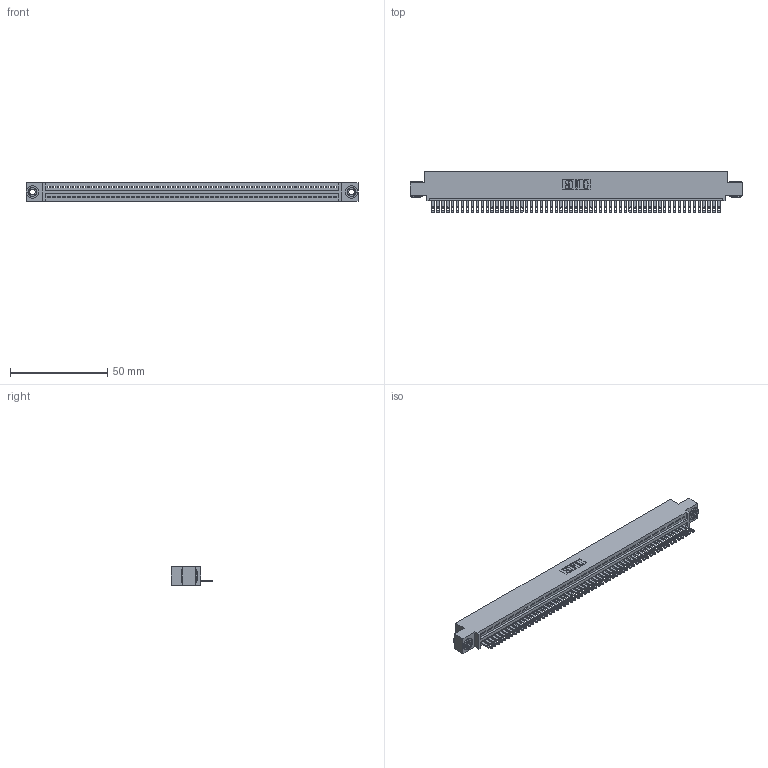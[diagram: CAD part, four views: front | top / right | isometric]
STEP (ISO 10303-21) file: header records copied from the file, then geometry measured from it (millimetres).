
FILE_DESCRIPTION (( 'STEP AP203' ), '1' );
FILE_NAME ('345-059-500-403.STEP', '2018-09-26T19:00:49', ( '' ), ( '' ), 'SwSTEP 2.0', 'SolidWorks 2016', '' );
FILE_SCHEMA (( 'CONFIG_CONTROL_DESIGN' ));
Length unit declared in the file: inch
Products named in the file (4): 345 Part_0.110 Offset - 0.156 Dia-TH; 345-292-001_345-293-100; 345-059-500-403; 345-250-002_345-250-002-102
Assembly tree (62 placements, depth 2):
  345-059-500-403
    345 Part_0.110 Offset - 0.156 Dia-TH
    345-292-001_345-293-100  x59
    345-250-002_345-250-002-102  x2
Bounding box: 171.07 x 21.51 x 9.4 mm (x, y, z)
Volume: 16370.1 mm3; surface area: 22414.3 mm2
Topology: 62 solids, 62 shells, 3354 faces, 10341 edges, 6890 vertices
Faces by surface type: plane 2100, cylinder 1246, cone 8
Entity records: 42828 total; most frequent: CARTESIAN_POINT 7396, ORIENTED_EDGE 7382, DIRECTION 6467, EDGE_CURVE 3691, LINE 3295, VECTOR 3295, VERTEX_POINT 2458, AXIS2_PLACEMENT_3D 1586
